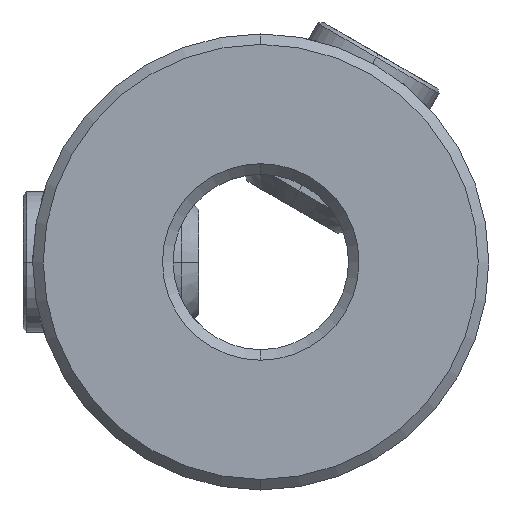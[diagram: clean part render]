
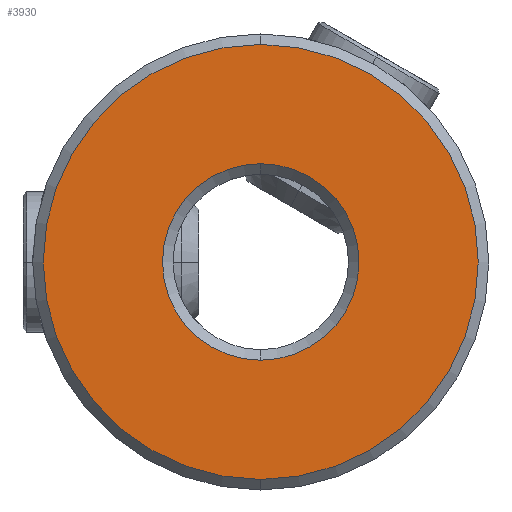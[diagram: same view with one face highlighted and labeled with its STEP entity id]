
A CAD part, left-side view. The second image highlights one B-rep face of the part: STEP entity #3930.
In plain terms, the highlighted planar face has unit normal (-1, 0, 0).
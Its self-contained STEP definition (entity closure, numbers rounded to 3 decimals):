
#47 = CIRCLE ( 'NONE', #2888, 2.8 ) ;
#212 = CIRCLE ( 'NONE', #3824, 6.2 ) ;
#257 = EDGE_LOOP ( 'NONE', ( #1341, #5127 ) ) ;
#332 = CARTESIAN_POINT ( 'NONE',  ( 0., 2.5, 0. ) ) ;
#385 = DIRECTION ( 'NONE',  ( 0., 0., -1. ) ) ;
#846 = CARTESIAN_POINT ( 'NONE',  ( 0., 0., -6.2 ) ) ;
#890 = AXIS2_PLACEMENT_3D ( 'NONE', #332, #5278, #385 ) ;
#1031 = DIRECTION ( 'NONE',  ( -1., 0., 0. ) ) ;
#1116 = PLANE ( 'NONE',  #890 ) ;
#1341 = ORIENTED_EDGE ( 'NONE', *, *, #4553, .T. ) ;
#1417 = AXIS2_PLACEMENT_3D ( 'NONE', #1897, #4442, #4868 ) ;
#1651 = VERTEX_POINT ( 'NONE', #5055 ) ;
#1897 = CARTESIAN_POINT ( 'NONE',  ( 0., 0., 0. ) ) ;
#1942 = CIRCLE ( 'NONE', #3317, 2.8 ) ;
#2061 = CARTESIAN_POINT ( 'NONE',  ( 0., 0., 6.2 ) ) ;
#2137 = CARTESIAN_POINT ( 'NONE',  ( 0., 0., 0. ) ) ;
#2194 = CARTESIAN_POINT ( 'NONE',  ( 0., 0., 0. ) ) ;
#2206 = VERTEX_POINT ( 'NONE', #3950 ) ;
#2357 = FACE_BOUND ( 'NONE', #257, .T. ) ;
#2456 = DIRECTION ( 'NONE',  ( 1., 0., 0. ) ) ;
#2682 = DIRECTION ( 'NONE',  ( 0., 0., -1. ) ) ;
#2786 = VERTEX_POINT ( 'NONE', #846 ) ;
#2845 = VERTEX_POINT ( 'NONE', #2061 ) ;
#2888 = AXIS2_PLACEMENT_3D ( 'NONE', #4631, #2915, #2939 ) ;
#2915 = DIRECTION ( 'NONE',  ( 1., 0., 0. ) ) ;
#2937 = ORIENTED_EDGE ( 'NONE', *, *, #3016, .T. ) ;
#2939 = DIRECTION ( 'NONE',  ( 0., 0., -1. ) ) ;
#2996 = DIRECTION ( 'NONE',  ( 0., 0., -1. ) ) ;
#2999 = EDGE_LOOP ( 'NONE', ( #2937, #4793 ) ) ;
#3016 = EDGE_CURVE ( 'NONE', #2786, #2845, #5106, .T. ) ;
#3195 = EDGE_CURVE ( 'NONE', #2845, #2786, #212, .T. ) ;
#3317 = AXIS2_PLACEMENT_3D ( 'NONE', #2137, #2456, #2996 ) ;
#3824 = AXIS2_PLACEMENT_3D ( 'NONE', #2194, #1031, #2682 ) ;
#3930 = ADVANCED_FACE ( 'NONE', ( #2357, #4906 ), #1116, .F. ) ;
#3950 = CARTESIAN_POINT ( 'NONE',  ( 0., 0., -2.8 ) ) ;
#4442 = DIRECTION ( 'NONE',  ( -1., 0., 0. ) ) ;
#4486 = EDGE_CURVE ( 'NONE', #2206, #1651, #1942, .T. ) ;
#4553 = EDGE_CURVE ( 'NONE', #1651, #2206, #47, .T. ) ;
#4631 = CARTESIAN_POINT ( 'NONE',  ( 0., 0., 0. ) ) ;
#4793 = ORIENTED_EDGE ( 'NONE', *, *, #3195, .T. ) ;
#4868 = DIRECTION ( 'NONE',  ( 0., 0., -1. ) ) ;
#4906 = FACE_OUTER_BOUND ( 'NONE', #2999, .T. ) ;
#5055 = CARTESIAN_POINT ( 'NONE',  ( 0., 0., 2.8 ) ) ;
#5106 = CIRCLE ( 'NONE', #1417, 6.2 ) ;
#5127 = ORIENTED_EDGE ( 'NONE', *, *, #4486, .T. ) ;
#5278 = DIRECTION ( 'NONE',  ( 1., 0., 0. ) ) ;
